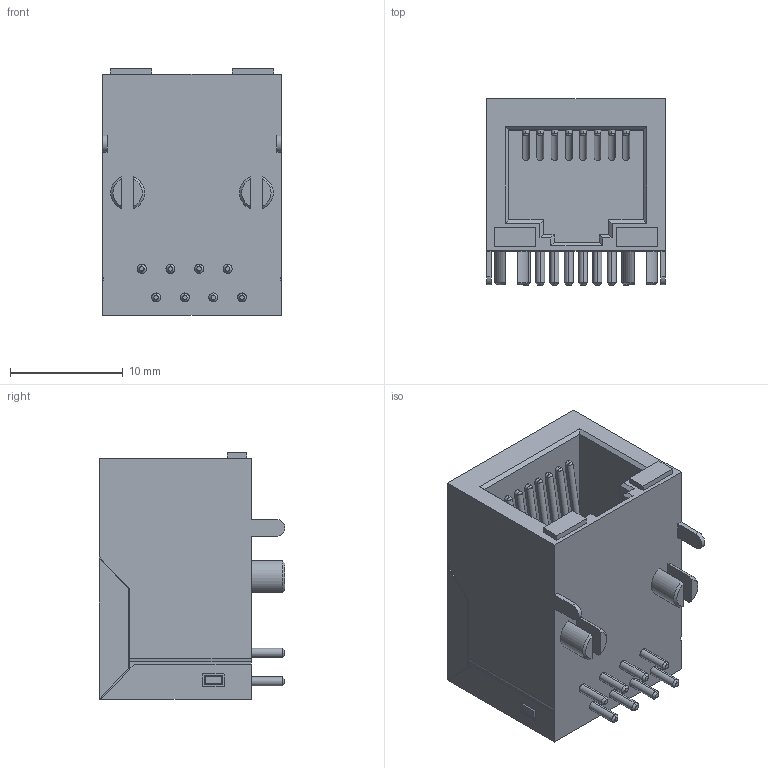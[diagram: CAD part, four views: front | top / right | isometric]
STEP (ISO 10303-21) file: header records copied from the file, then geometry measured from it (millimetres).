
FILE_DESCRIPTION (( 'STEP AP214' ), '1' );
FILE_NAME ('RJ45_8P8C_NOLED_SHEILD.step', '2020-04-19T10:16:36', ( '' ), ( '' ), 'SwSTEP 2.0', 'SolidWorks 2017', '' );
FILE_SCHEMA (( 'AUTOMOTIVE_DESIGN' ));
Length unit declared in the file: millimetre
Products named in the file (1): RJ45_8P8C_NOLED_SHEILD
Bounding box: 15.88 x 16.5 x 21.9 mm (x, y, z)
Volume: 3047.3 mm3; surface area: 2715.4 mm2
Topology: 1 solids, 1 shells, 221 faces, 584 edges, 366 vertices
Faces by surface type: plane 133, cylinder 56, cone 24, bspline 8
Entity records: 9020 total; most frequent: CARTESIAN_POINT 2098, ORIENTED_EDGE 1132, DIRECTION 1044, EDGE_CURVE 566, VECTOR 404, LINE 404, VERTEX_POINT 366, AXIS2_PLACEMENT_3D 320
